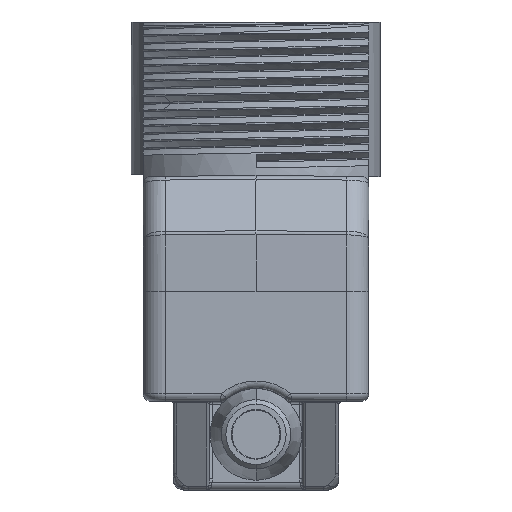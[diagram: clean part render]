
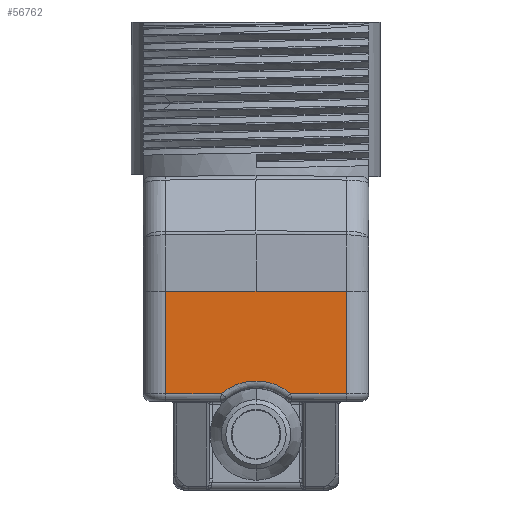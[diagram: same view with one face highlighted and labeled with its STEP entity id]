
A CAD part, front view. The second image highlights one B-rep face of the part: STEP entity #56762.
In plain terms, the highlighted planar face has unit normal (0, -1, 0).
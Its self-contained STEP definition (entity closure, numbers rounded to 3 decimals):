
#53609=DIRECTION('',(1.,0.,0.));
#53610=VECTOR('',#53609,12.);
#53611=CARTESIAN_POINT('',(-6.,0.,0.));
#53612=LINE('',#53611,#53610);
#53613=DIRECTION('',(-1.,0.,0.));
#53614=VECTOR('',#53613,3.695);
#53615=CARTESIAN_POINT('',(6.,0.,-6.8));
#53616=LINE('',#53615,#53614);
#53626=CARTESIAN_POINT('',(2.305,0.,
-6.8));
#53674=DIRECTION('',(0.,0.,1.));
#53675=VECTOR('',#53674,6.8);
#53676=CARTESIAN_POINT('',(6.,0.,-6.8));
#53677=LINE('',#53676,#53675);
#55934=CARTESIAN_POINT('',(-2.305,0.,
-6.8));
#55956=CARTESIAN_POINT('',(0.,0.,-9.5));
#55957=DIRECTION('',(0.,1.,0.));
#55958=DIRECTION('',(-0.649,0.,0.761));
#55959=AXIS2_PLACEMENT_3D('',#55956,#55957,#55958);
#55965=DIRECTION('',(-1.,0.,0.));
#55966=VECTOR('',#55965,3.695);
#55967=CARTESIAN_POINT('',(-2.305,0.,
-6.8));
#55968=LINE('',#55967,#55966);
#56006=DIRECTION('',(0.,0.,-1.));
#56007=VECTOR('',#56006,6.8);
#56008=CARTESIAN_POINT('',(-6.,0.,0.));
#56009=LINE('',#56008,#56007);
#56193=CARTESIAN_POINT('',(-6.,0.,0.));
#56194=VERTEX_POINT('',#56193);
#56195=CARTESIAN_POINT('',(6.,0.,0.));
#56196=VERTEX_POINT('',#56195);
#56572=CARTESIAN_POINT('',(6.,0.,-6.8));
#56573=VERTEX_POINT('',#56572);
#56590=CARTESIAN_POINT('',(-6.,0.,-6.8));
#56591=VERTEX_POINT('',#56590);
#56599=VERTEX_POINT('',#53626);
#56601=VERTEX_POINT('',#55934);
#56743=CARTESIAN_POINT('',(0.,0.,0.));
#56744=DIRECTION('',(0.,1.,0.));
#56745=DIRECTION('',(1.,0.,0.));
#56746=AXIS2_PLACEMENT_3D('',#56743,#56744,#56745);
#56747=PLANE('',#56746);
#56749=ORIENTED_EDGE('',*,*,#56748,.T.);
#56751=ORIENTED_EDGE('',*,*,#56750,.F.);
#56753=ORIENTED_EDGE('',*,*,#56752,.T.);
#56755=ORIENTED_EDGE('',*,*,#56754,.F.);
#56757=ORIENTED_EDGE('',*,*,#56756,.T.);
#56759=ORIENTED_EDGE('',*,*,#56758,.F.);
#56760=EDGE_LOOP('',(#56749,#56751,#56753,#56755,#56757,#56759));
#56761=FACE_OUTER_BOUND('',#56760,.F.);
#56762=ADVANCED_FACE('',(#56761),#56747,.F.);
#55960=CIRCLE('',#55959,3.55);
#56748=EDGE_CURVE('',#56573,#56599,#53616,.T.);
#56750=EDGE_CURVE('',#56601,#56599,#55960,.T.);
#56752=EDGE_CURVE('',#56601,#56591,#55968,.T.);
#56754=EDGE_CURVE('',#56194,#56591,#56009,.T.);
#56756=EDGE_CURVE('',#56194,#56196,#53612,.T.);
#56758=EDGE_CURVE('',#56573,#56196,#53677,.T.);
